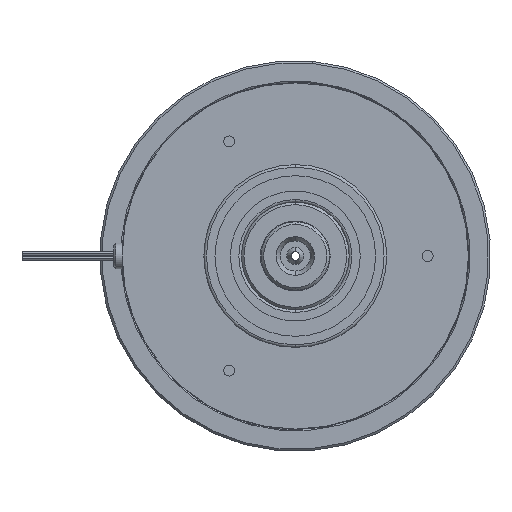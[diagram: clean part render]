
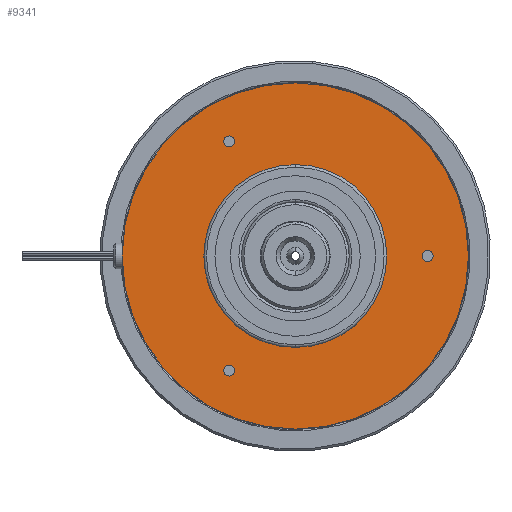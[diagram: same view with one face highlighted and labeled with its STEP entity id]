
A CAD part, left-side view. The second image highlights one B-rep face of the part: STEP entity #9341.
In plain terms, the highlighted planar face has unit normal (-1, 0, 0).
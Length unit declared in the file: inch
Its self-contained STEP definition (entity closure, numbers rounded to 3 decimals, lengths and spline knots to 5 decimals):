
#28 = AXIS2_PLACEMENT_3D ( 'NONE', #1900, #11137, #3262 ) ;
#34 = CARTESIAN_POINT ( 'NONE',  ( 0.003, 0., 2.5335 ) ) ;
#68 = AXIS2_PLACEMENT_3D ( 'NONE', #9889, #1942, #11185 ) ;
#95 = VERTEX_POINT ( 'NONE', #34 ) ;
#445 = AXIS2_PLACEMENT_3D ( 'NONE', #14612, #6694, #15956 ) ;
#549 = EDGE_CURVE ( 'NONE', #3186, #95, #11315, .T. ) ;
#599 = VERTEX_POINT ( 'NONE', #15122 ) ;
#759 = CIRCLE ( 'NONE', #68, 0.0795 ) ;
#1078 = VERTEX_POINT ( 'NONE', #1438 ) ;
#1144 = EDGE_LOOP ( 'NONE', ( #13235, #2575 ) ) ;
#1145 = PLANE ( 'NONE',  #8695 ) ;
#1258 = DIRECTION ( 'NONE',  ( -1., 0., 0. ) ) ;
#1310 = FACE_BOUND ( 'NONE', #13608, .T. ) ;
#1438 = CARTESIAN_POINT ( 'NONE',  ( 0.003, 0., -1.3386 ) ) ;
#1468 = CARTESIAN_POINT ( 'NONE',  ( 0.003, 0.96875, -1.59842 ) ) ;
#1520 = ORIENTED_EDGE ( 'NONE', *, *, #13078, .T. ) ;
#1793 = VERTEX_POINT ( 'NONE', #16976 ) ;
#1801 = DIRECTION ( 'NONE',  ( 1., 0., 0. ) ) ;
#1900 = CARTESIAN_POINT ( 'NONE',  ( 0.003, 0., 0. ) ) ;
#1942 = DIRECTION ( 'NONE',  ( 1., 0., 0. ) ) ;
#1976 = CARTESIAN_POINT ( 'NONE',  ( 0.003, -1.9375, 0. ) ) ;
#2246 = CARTESIAN_POINT ( 'NONE',  ( 0.003, 0.96875, 1.59842 ) ) ;
#2257 = CIRCLE ( 'NONE', #445, 0.0795 ) ;
#2342 = EDGE_CURVE ( 'NONE', #11526, #13987, #2257, .T. ) ;
#2407 = ORIENTED_EDGE ( 'NONE', *, *, #549, .T. ) ;
#2517 = AXIS2_PLACEMENT_3D ( 'NONE', #9218, #1258, #10536 ) ;
#2575 = ORIENTED_EDGE ( 'NONE', *, *, #10483, .T. ) ;
#2655 = CARTESIAN_POINT ( 'NONE',  ( 0.003, 0., 0. ) ) ;
#2960 = ORIENTED_EDGE ( 'NONE', *, *, #16581, .F. ) ;
#3162 = ORIENTED_EDGE ( 'NONE', *, *, #2342, .T. ) ;
#3186 = VERTEX_POINT ( 'NONE', #15047 ) ;
#3262 = DIRECTION ( 'NONE',  ( 0., 0., 1. ) ) ;
#3287 = VERTEX_POINT ( 'NONE', #16611 ) ;
#3323 = DIRECTION ( 'NONE',  ( 0., 0., 1. ) ) ;
#3342 = AXIS2_PLACEMENT_3D ( 'NONE', #13281, #5380, #14625 ) ;
#4000 = DIRECTION ( 'NONE',  ( 0., 0., 1. ) ) ;
#4880 = FACE_BOUND ( 'NONE', #6864, .T. ) ;
#5180 = CARTESIAN_POINT ( 'NONE',  ( 0.003, 0.96875, 1.67792 ) ) ;
#5241 = CARTESIAN_POINT ( 'NONE',  ( 0.003, 0., 0. ) ) ;
#5251 = DIRECTION ( 'NONE',  ( -1., 0., 0. ) ) ;
#5380 = DIRECTION ( 'NONE',  ( 1., 0., 0. ) ) ;
#6007 = ORIENTED_EDGE ( 'NONE', *, *, #11380, .T. ) ;
#6086 = EDGE_CURVE ( 'NONE', #599, #1793, #759, .T. ) ;
#6229 = VERTEX_POINT ( 'NONE', #2246 ) ;
#6498 = DIRECTION ( 'NONE',  ( 0., 0., 1. ) ) ;
#6556 = DIRECTION ( 'NONE',  ( 0., 0., 1. ) ) ;
#6694 = DIRECTION ( 'NONE',  ( 1., 0., 0. ) ) ;
#6864 = EDGE_LOOP ( 'NONE', ( #6007, #3162 ) ) ;
#7082 = EDGE_LOOP ( 'NONE', ( #2960, #14745 ) ) ;
#7423 = CIRCLE ( 'NONE', #3342, 0.0795 ) ;
#7814 = AXIS2_PLACEMENT_3D ( 'NONE', #2655, #11901, #4000 ) ;
#7949 = FACE_BOUND ( 'NONE', #7082, .T. ) ;
#8376 = FACE_OUTER_BOUND ( 'NONE', #16407, .T. ) ;
#8695 = AXIS2_PLACEMENT_3D ( 'NONE', #5241, #14466, #6556 ) ;
#9218 = CARTESIAN_POINT ( 'NONE',  ( 0.003, 0., 0. ) ) ;
#9242 = CIRCLE ( 'NONE', #2517, 1.3386 ) ;
#9329 = CIRCLE ( 'NONE', #15487, 0.0795 ) ;
#9341 = ADVANCED_FACE ( 'NONE', ( #8376, #15022, #1310, #4880, #7949 ), #1145, .T. ) ;
#9381 = CIRCLE ( 'NONE', #15040, 0.0795 ) ;
#9736 = CARTESIAN_POINT ( 'NONE',  ( 0.003, 0.96875, -1.67792 ) ) ;
#9889 = CARTESIAN_POINT ( 'NONE',  ( 0.003, -1.9375, 0. ) ) ;
#10200 = AXIS2_PLACEMENT_3D ( 'NONE', #13147, #5251, #14483 ) ;
#10483 = EDGE_CURVE ( 'NONE', #6229, #14100, #9381, .T. ) ;
#10536 = DIRECTION ( 'NONE',  ( 0., 0., 1. ) ) ;
#10597 = ORIENTED_EDGE ( 'NONE', *, *, #15775, .T. ) ;
#10960 = ORIENTED_EDGE ( 'NONE', *, *, #6086, .T. ) ;
#11035 = DIRECTION ( 'NONE',  ( 0., 0., 1. ) ) ;
#11137 = DIRECTION ( 'NONE',  ( -1., 0., 0. ) ) ;
#11185 = DIRECTION ( 'NONE',  ( 0., 0., 1. ) ) ;
#11217 = DIRECTION ( 'NONE',  ( 1., 0., 0. ) ) ;
#11315 = CIRCLE ( 'NONE', #10200, 2.5335 ) ;
#11380 = EDGE_CURVE ( 'NONE', #13987, #11526, #9329, .T. ) ;
#11526 = VERTEX_POINT ( 'NONE', #13930 ) ;
#11901 = DIRECTION ( 'NONE',  ( -1., 0., 0. ) ) ;
#13016 = AXIS2_PLACEMENT_3D ( 'NONE', #1976, #11217, #3323 ) ;
#13078 = EDGE_CURVE ( 'NONE', #95, #3186, #13971, .T. ) ;
#13113 = CIRCLE ( 'NONE', #28, 1.3386 ) ;
#13147 = CARTESIAN_POINT ( 'NONE',  ( 0.003, 0., 0. ) ) ;
#13235 = ORIENTED_EDGE ( 'NONE', *, *, #14860, .T. ) ;
#13274 = EDGE_CURVE ( 'NONE', #1078, #3287, #13113, .T. ) ;
#13281 = CARTESIAN_POINT ( 'NONE',  ( 0.003, 0.96875, 1.67792 ) ) ;
#13608 = EDGE_LOOP ( 'NONE', ( #10960, #10597 ) ) ;
#13921 = CARTESIAN_POINT ( 'NONE',  ( 0.003, 0.96875, 1.75742 ) ) ;
#13930 = CARTESIAN_POINT ( 'NONE',  ( 0.003, 0.96875, -1.75742 ) ) ;
#13971 = CIRCLE ( 'NONE', #7814, 2.5335 ) ;
#13987 = VERTEX_POINT ( 'NONE', #1468 ) ;
#14100 = VERTEX_POINT ( 'NONE', #13921 ) ;
#14419 = DIRECTION ( 'NONE',  ( 1., 0., 0. ) ) ;
#14466 = DIRECTION ( 'NONE',  ( -1., 0., 0. ) ) ;
#14483 = DIRECTION ( 'NONE',  ( 0., 0., 1. ) ) ;
#14612 = CARTESIAN_POINT ( 'NONE',  ( 0.003, 0.96875, -1.67792 ) ) ;
#14625 = DIRECTION ( 'NONE',  ( 0., 0., 1. ) ) ;
#14745 = ORIENTED_EDGE ( 'NONE', *, *, #13274, .F. ) ;
#14860 = EDGE_CURVE ( 'NONE', #14100, #6229, #7423, .T. ) ;
#15022 = FACE_BOUND ( 'NONE', #1144, .T. ) ;
#15040 = AXIS2_PLACEMENT_3D ( 'NONE', #5180, #14419, #6498 ) ;
#15047 = CARTESIAN_POINT ( 'NONE',  ( 0.003, 0., -2.5335 ) ) ;
#15122 = CARTESIAN_POINT ( 'NONE',  ( 0.003, -1.9375, 0.0795 ) ) ;
#15487 = AXIS2_PLACEMENT_3D ( 'NONE', #9736, #1801, #11035 ) ;
#15544 = CIRCLE ( 'NONE', #13016, 0.0795 ) ;
#15775 = EDGE_CURVE ( 'NONE', #1793, #599, #15544, .T. ) ;
#15956 = DIRECTION ( 'NONE',  ( 0., 0., 1. ) ) ;
#16407 = EDGE_LOOP ( 'NONE', ( #1520, #2407 ) ) ;
#16581 = EDGE_CURVE ( 'NONE', #3287, #1078, #9242, .T. ) ;
#16611 = CARTESIAN_POINT ( 'NONE',  ( 0.003, 0., 1.3386 ) ) ;
#16976 = CARTESIAN_POINT ( 'NONE',  ( 0.003, -1.9375, -0.0795 ) ) ;
